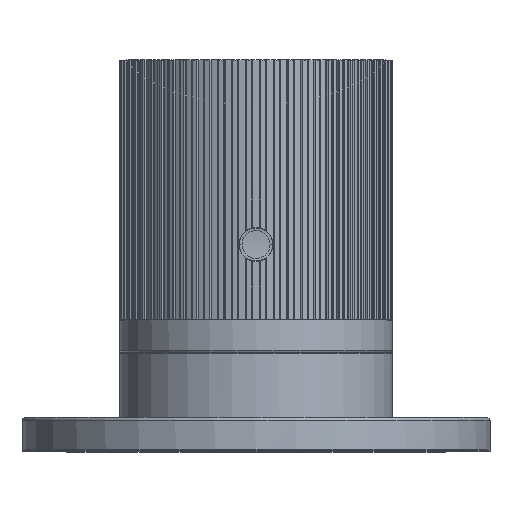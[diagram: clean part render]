
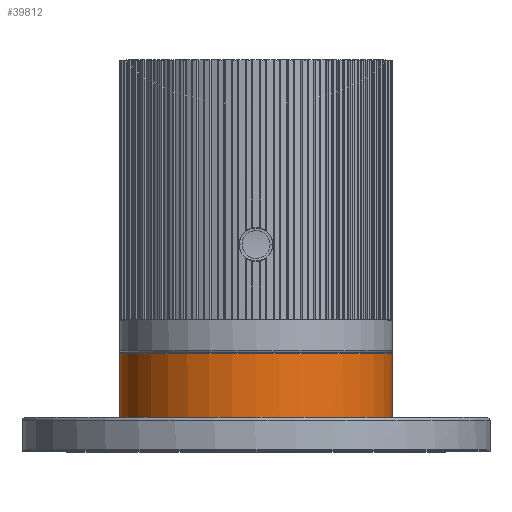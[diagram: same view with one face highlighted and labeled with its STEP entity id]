
A CAD part, top view. The second image highlights one B-rep face of the part: STEP entity #39812.
In plain terms, the highlighted cylindrical face has radius 21 mm (diameter 42 mm), a partial arc.
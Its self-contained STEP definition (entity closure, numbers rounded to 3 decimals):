
#38257=CARTESIAN_POINT('',(0.,-7.8,-40.));
#38258=DIRECTION('',(0.,1.,0.));
#38259=DIRECTION('',(1.,0.,0.));
#38260=AXIS2_PLACEMENT_3D('',#38257,#38258,#38259);
#38262=CARTESIAN_POINT('',(0.,-7.8,-40.));
#38263=DIRECTION('',(0.,1.,0.));
#38264=DIRECTION('',(1.,0.,-0.008));
#38265=AXIS2_PLACEMENT_3D('',#38262,#38263,#38264);
#38287=DIRECTION('',(0.,-1.,0.));
#38288=VECTOR('',#38287,14.8);
#38289=CARTESIAN_POINT('',(21.,7.,-40.));
#38290=LINE('',#38289,#38288);
#38291=DIRECTION('',(0.,-1.,0.));
#38292=VECTOR('',#38291,14.8);
#38293=CARTESIAN_POINT('',(-21.,7.,-40.));
#38294=LINE('',#38293,#38292);
#38300=CARTESIAN_POINT('',(0.,7.,-40.));
#38301=DIRECTION('',(0.,-1.,0.));
#38302=DIRECTION('',(-1.,0.,0.));
#38303=AXIS2_PLACEMENT_3D('',#38300,#38301,#38302);
#39305=CARTESIAN_POINT('',(21.,-7.8,-40.));
#39306=VERTEX_POINT('',#39305);
#39307=CARTESIAN_POINT('',(20.999,-7.8,-40.178));
#39308=CARTESIAN_POINT('',(-21.,-7.8,-40.));
#39309=VERTEX_POINT('',#39307);
#39310=VERTEX_POINT('',#39308);
#39313=CARTESIAN_POINT('',(-21.,7.,-40.));
#39314=VERTEX_POINT('',#39313);
#39315=CARTESIAN_POINT('',(21.,7.,-40.));
#39316=VERTEX_POINT('',#39315);
#39799=CARTESIAN_POINT('',(0.,-8.,-40.));
#39800=DIRECTION('',(0.,1.,0.));
#39801=DIRECTION('',(-1.,0.,0.));
#39802=AXIS2_PLACEMENT_3D('',#39799,#39800,#39801);
#39803=CYLINDRICAL_SURFACE('',#39802,21.);
#39804=ORIENTED_EDGE('',*,*,#39760,.F.);
#39805=ORIENTED_EDGE('',*,*,#39758,.F.);
#39806=ORIENTED_EDGE('',*,*,#39794,.F.);
#39808=ORIENTED_EDGE('',*,*,#39807,.F.);
#39809=ORIENTED_EDGE('',*,*,#39790,.T.);
#39810=EDGE_LOOP('',(#39804,#39805,#39806,#39808,#39809));
#39811=FACE_OUTER_BOUND('',#39810,.F.);
#39812=ADVANCED_FACE('',(#39811),#39803,.T.);
#38261=CIRCLE('',#38260,21.);
#38266=CIRCLE('',#38265,21.);
#38304=CIRCLE('',#38303,21.);
#39758=EDGE_CURVE('',#39306,#39309,#38261,.T.);
#39760=EDGE_CURVE('',#39309,#39310,#38266,.T.);
#39790=EDGE_CURVE('',#39314,#39310,#38294,.T.);
#39794=EDGE_CURVE('',#39316,#39306,#38290,.T.);
#39807=EDGE_CURVE('',#39314,#39316,#38304,.T.);
